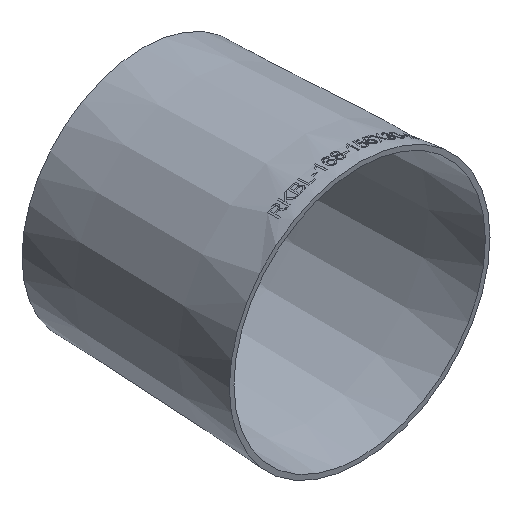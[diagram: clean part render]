
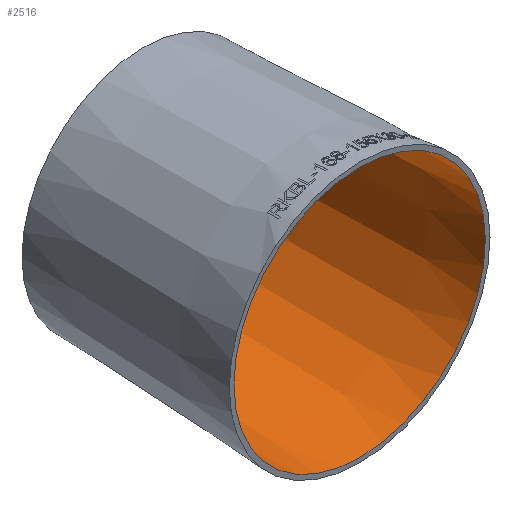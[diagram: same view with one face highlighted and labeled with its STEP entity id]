
A CAD part, isometric view. The second image highlights one B-rep face of the part: STEP entity #2516.
In plain terms, the highlighted conical face has half-angle 2.515 degrees and reference radius 81.147 mm.
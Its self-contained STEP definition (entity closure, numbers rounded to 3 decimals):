
#1628 = DIRECTION ( 'NONE',  ( 0., -1., 0. ) ) ;
#1722 = EDGE_CURVE ( 'NONE', #10186, #10186, #11072, .T. ) ;
#1904 = EDGE_CURVE ( 'NONE', #7414, #7414, #24978, .T. ) ;
#2516 = ADVANCED_FACE ( 'NONE', ( #32896, #6467 ), #14947, .F. ) ;
#4666 = DIRECTION ( 'NONE',  ( 0., -1., 0. ) ) ;
#4991 = DIRECTION ( 'NONE',  ( 0., -1., 0. ) ) ;
#5158 = CARTESIAN_POINT ( 'NONE',  ( 0., 140., 0. ) ) ;
#6467 = FACE_OUTER_BOUND ( 'NONE', #10961, .T. ) ;
#7282 = ORIENTED_EDGE ( 'NONE', *, *, #1722, .F. ) ;
#7414 = VERTEX_POINT ( 'NONE', #7583 ) ;
#7583 = CARTESIAN_POINT ( 'NONE',  ( 0., 0., -81.147 ) ) ;
#10026 = CARTESIAN_POINT ( 'NONE',  ( 0., 140., -74.997 ) ) ;
#10186 = VERTEX_POINT ( 'NONE', #10026 ) ;
#10961 = EDGE_LOOP ( 'NONE', ( #20491 ) ) ;
#11072 = CIRCLE ( 'NONE', #14380, 74.997 ) ;
#12045 = DIRECTION ( 'NONE',  ( 0., 0., -1. ) ) ;
#12682 = EDGE_LOOP ( 'NONE', ( #7282 ) ) ;
#14380 = AXIS2_PLACEMENT_3D ( 'NONE', #5158, #4991, #20493 ) ;
#14792 = CARTESIAN_POINT ( 'NONE',  ( 0., 0., 0. ) ) ;
#14947 = CONICAL_SURFACE ( 'NONE', #16623, 81.147, 0.044 ) ;
#16623 = AXIS2_PLACEMENT_3D ( 'NONE', #14792, #1628, #12045 ) ;
#18204 = CARTESIAN_POINT ( 'NONE',  ( 0., 0., 0. ) ) ;
#20491 = ORIENTED_EDGE ( 'NONE', *, *, #1904, .T. ) ;
#20493 = DIRECTION ( 'NONE',  ( 0., 0., -1. ) ) ;
#24978 = CIRCLE ( 'NONE', #29383, 81.147 ) ;
#29383 = AXIS2_PLACEMENT_3D ( 'NONE', #18204, #4666, #33642 ) ;
#32896 = FACE_BOUND ( 'NONE', #12682, .T. ) ;
#33642 = DIRECTION ( 'NONE',  ( 0., 0., -1. ) ) ;
